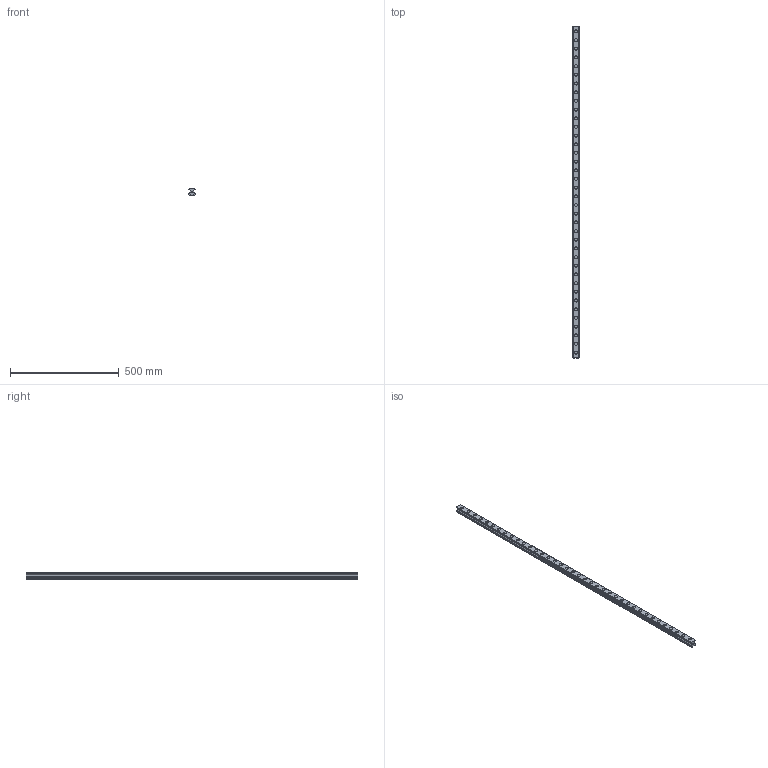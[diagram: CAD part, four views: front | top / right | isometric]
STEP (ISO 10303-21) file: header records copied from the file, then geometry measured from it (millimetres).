
FILE_DESCRIPTION(('STEP AP214'),'1');
FILE_NAME('cctmp_A9949249-3629-4B6D-9973-C840EA5A73F5_2021_03_11_15_57_07_0056..stp','2021-03-11T14:57:07',('HIWIN GmbH'),('CADClick - www.CADClick.com'),'Spatial InterOp 3D',' ','unknown authorization');
FILE_SCHEMA(('AUTOMOTIVE_DESIGN'));
Length unit declared in the file: millimetre
Products named in the file (1): RGR30R1530H_FILE
Bounding box: 28 x 1530 x 28 mm (x, y, z)
Volume: 878681.9 mm3; surface area: 227277.2 mm2
Topology: 1 solids, 1 shells, 457 faces, 1011 edges, 674 vertices
Faces by surface type: cylinder 246, plane 211
Entity records: 16497 total; most frequent: DIRECTION 2419, CARTESIAN_POINT 2143, ORIENTED_EDGE 2022, EDGE_CURVE 1011, AXIS2_PLACEMENT_3D 950, VERTEX_POINT 674, EDGE_LOOP 575, LINE 519
